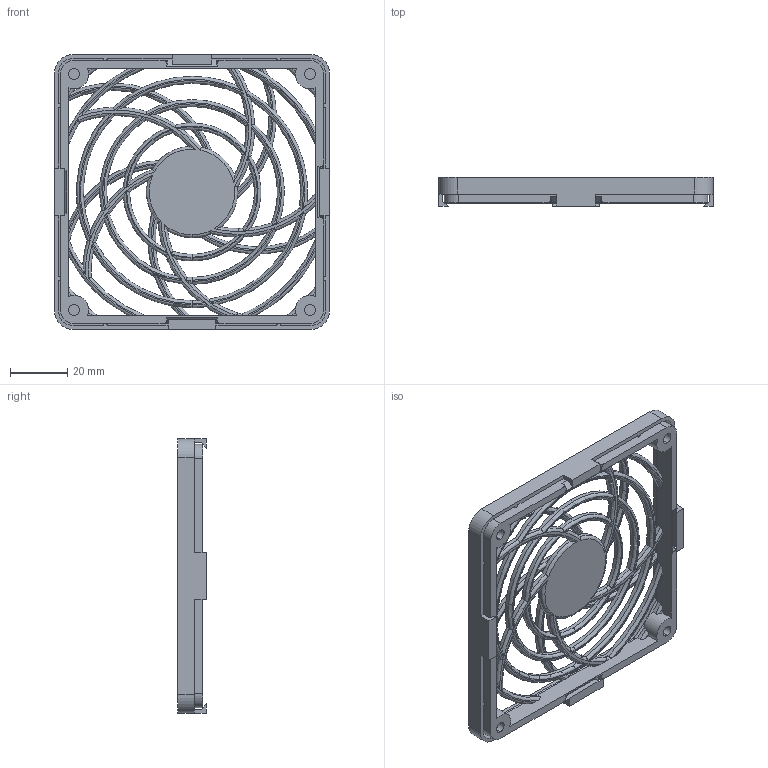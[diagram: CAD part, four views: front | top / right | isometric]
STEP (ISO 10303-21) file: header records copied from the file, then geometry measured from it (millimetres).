
FILE_DESCRIPTION (( 'STEP AP214' ), '1' );
FILE_NAME ('09362-F.STEP', '2020-04-07T01:38:34', ( '' ), ( '' ), 'SwSTEP 2.0', 'SolidWorks 2016', '' );
FILE_SCHEMA (( 'AUTOMOTIVE_DESIGN' ));
Length unit declared in the file: millimetre
Products named in the file (3): 09362-R; 09362-G; 09362-F
Assembly tree (2 placements, depth 2):
  09362-F
    09362-G
    09362-R
Bounding box: 96.3 x 10.1 x 96.3 mm (x, y, z)
Volume: 22446.7 mm3; surface area: 28000.2 mm2
Topology: 2 solids, 2 shells, 380 faces, 1034 edges, 650 vertices
Faces by surface type: cylinder 170, torus 120, plane 71, bspline 11, cone 8
Entity records: 13515 total; most frequent: CARTESIAN_POINT 3629, DIRECTION 2114, ORIENTED_EDGE 2068, EDGE_CURVE 1034, AXIS2_PLACEMENT_3D 855, VERTEX_POINT 650, CIRCLE 481, EDGE_LOOP 438
